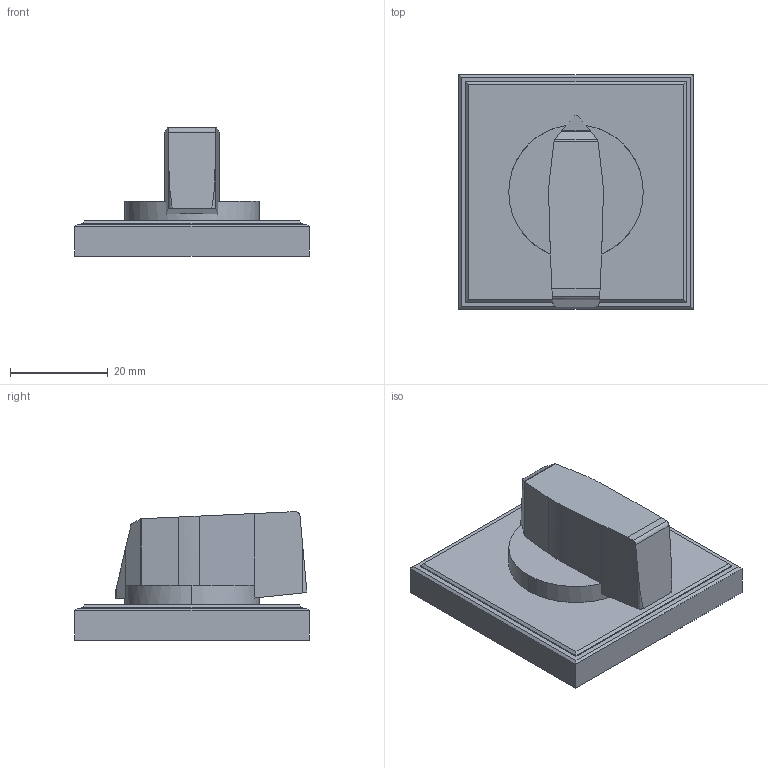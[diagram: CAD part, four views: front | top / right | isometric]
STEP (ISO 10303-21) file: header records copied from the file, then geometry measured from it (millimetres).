
FILE_DESCRIPTION((''),'2;1');
FILE_NAME('3d_GXA01H.stp','2012-10-02T14:37:24',(''),(''),'Mechanical Desktop 2011','Mechanical Desktop 2011',', , ');
FILE_SCHEMA(('CONFIG_CONTROL_DESIGN'));
Length unit declared in the file: millimetre
Products named in the file (1): Product
Bounding box: 48 x 48 x 26.2 mm (x, y, z)
Volume: 24145.9 mm3; surface area: 12928.1 mm2
Topology: 3 solids, 3 shells, 62 faces, 154 edges, 98 vertices
Faces by surface type: plane 49, cylinder 13
Entity records: 1913 total; most frequent: DIRECTION 316, CARTESIAN_POINT 315, ORIENTED_EDGE 308, EDGE_CURVE 154, VECTOR 118, LINE 118, AXIS2_PLACEMENT_3D 99, VERTEX_POINT 98
